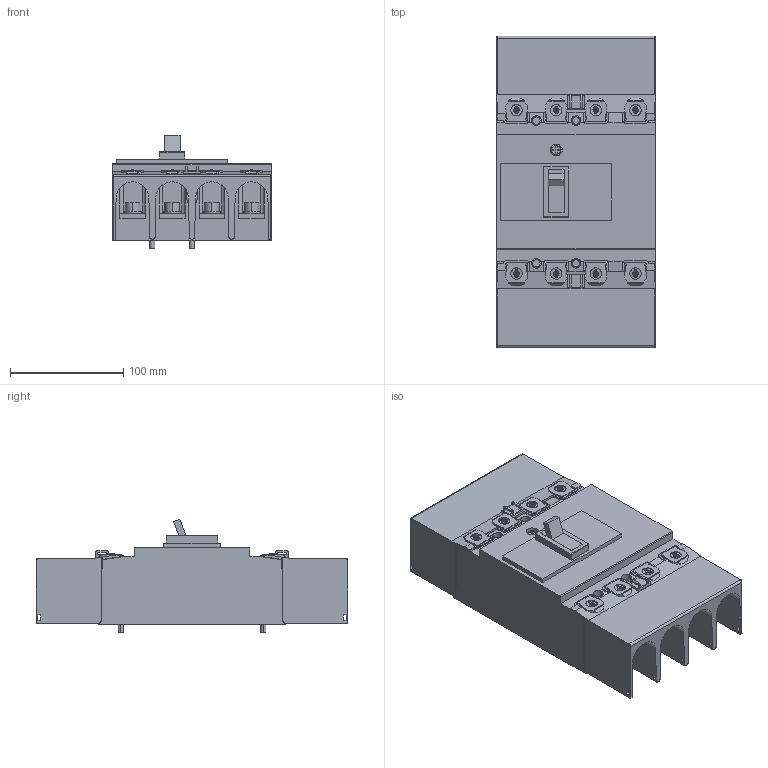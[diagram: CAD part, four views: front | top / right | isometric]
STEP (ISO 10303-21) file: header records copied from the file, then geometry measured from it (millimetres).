
FILE_DESCRIPTION(('CoCreate Modeling STEP Export'),'2;1');
FILE_NAME('ＰＶＳ２５０ＳＤＬ４Ｆ.stp','2016-03-30T 9:15:48',(''),(''),'CoCreate Modeling STEP processor for AP214 (Solid Model)','CoCreate Modeling 17.0 01-Apr-2010 (C) Parametric Technology GmbH','');
FILE_SCHEMA(('AUTOMOTIVE_DESIGN { 1 0 10303 214 1 1 1 1 }'));
Length unit declared in the file: millimetre
Products named in the file (8): P1.1; P1; P6.2; P3.6; P4.5; P7; P7.1; ＰＶＳ２５０ＳＤＬ４Ｆ
Assembly tree (24 placements, depth 2):
  ＰＶＳ２５０ＳＤＬ４Ｆ
    P7.1
    P7
    P4.5  x8
    P3.6  x8
    P6.2  x4
    P1
    P1.1
Bounding box: 140 x 275 x 100.13 mm (x, y, z)
Volume: 1672405 mm3; surface area: 238121.7 mm2
Topology: 24 solids, 24 shells, 1307 faces, 3534 edges, 2288 vertices
Faces by surface type: plane 834, cylinder 408, sphere 32, bspline 16, torus 14, extrusion 3
Entity records: 41257 total; most frequent: CARTESIAN_POINT 12931, ORIENTED_EDGE 6292, DIRECTION 5335, EDGE_CURVE 3146, VECTOR 2233, LINE 2230, VERTEX_POINT 2048, AXIS2_PLACEMENT_3D 1551
